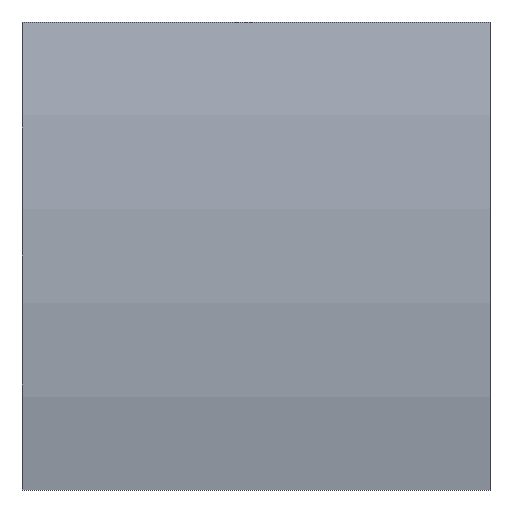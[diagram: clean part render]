
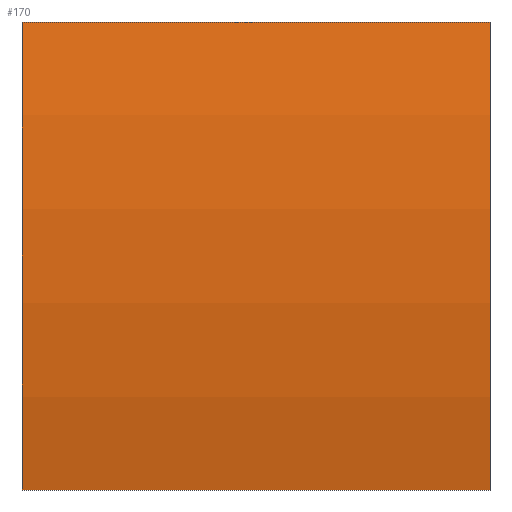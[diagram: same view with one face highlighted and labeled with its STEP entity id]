
A CAD part, left-side view. The second image highlights one B-rep face of the part: STEP entity #170.
In plain terms, the highlighted cylindrical face has radius 22.92 mm (diameter 45.84 mm), a partial arc.
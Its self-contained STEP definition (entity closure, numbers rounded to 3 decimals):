
#2 = VECTOR ( 'NONE', #25, 1000. ) ;
#5 = DIRECTION ( 'NONE',  ( 0., -1., 0. ) ) ;
#6 = DIRECTION ( 'NONE',  ( 0., -1., 0. ) ) ;
#11 = ORIENTED_EDGE ( 'NONE', *, *, #98, .T. ) ;
#22 = CARTESIAN_POINT ( 'NONE',  ( -18.013, 10., -5. ) ) ;
#25 = DIRECTION ( 'NONE',  ( 0., -1., 0. ) ) ;
#30 = CARTESIAN_POINT ( 'NONE',  ( -18.013, 10., -5. ) ) ;
#31 = VERTEX_POINT ( 'NONE', #33 ) ;
#33 = CARTESIAN_POINT ( 'NONE',  ( -18.013, 10., 5. ) ) ;
#36 = DIRECTION ( 'NONE',  ( 0., 0., -1. ) ) ;
#45 = AXIS2_PLACEMENT_3D ( 'NONE', #114, #5, #36 ) ;
#50 = CARTESIAN_POINT ( 'NONE',  ( -18.013, 10., 5. ) ) ;
#52 = LINE ( 'NONE', #50, #80 ) ;
#55 = LINE ( 'NONE', #30, #2 ) ;
#62 = DIRECTION ( 'NONE',  ( 0., 1., 0. ) ) ;
#69 = ORIENTED_EDGE ( 'NONE', *, *, #182, .F. ) ;
#71 = EDGE_LOOP ( 'NONE', ( #11, #115, #69, #138 ) ) ;
#80 = VECTOR ( 'NONE', #6, 1000. ) ;
#82 = CARTESIAN_POINT ( 'NONE',  ( 4.355, 0., 0. ) ) ;
#89 = DIRECTION ( 'NONE',  ( 0., 1., 0. ) ) ;
#95 = EDGE_CURVE ( 'NONE', #31, #121, #52, .T. ) ;
#98 = EDGE_CURVE ( 'NONE', #132, #121, #150, .T. ) ;
#110 = CARTESIAN_POINT ( 'NONE',  ( 4.355, 10., 0. ) ) ;
#114 = CARTESIAN_POINT ( 'NONE',  ( 4.355, 10., 0. ) ) ;
#115 = ORIENTED_EDGE ( 'NONE', *, *, #95, .F. ) ;
#121 = VERTEX_POINT ( 'NONE', #149 ) ;
#130 = AXIS2_PLACEMENT_3D ( 'NONE', #82, #62, #165 ) ;
#131 = CYLINDRICAL_SURFACE ( 'NONE', #45, 22.92 ) ;
#132 = VERTEX_POINT ( 'NONE', #190 ) ;
#138 = ORIENTED_EDGE ( 'NONE', *, *, #169, .T. ) ;
#148 = CIRCLE ( 'NONE', #172, 22.92 ) ;
#149 = CARTESIAN_POINT ( 'NONE',  ( -18.013, 0., 5. ) ) ;
#150 = CIRCLE ( 'NONE', #130, 22.92 ) ;
#155 = VERTEX_POINT ( 'NONE', #22 ) ;
#165 = DIRECTION ( 'NONE',  ( 0., 0., 1. ) ) ;
#169 = EDGE_CURVE ( 'NONE', #155, #132, #55, .T. ) ;
#170 = ADVANCED_FACE ( 'NONE', ( #191 ), #131, .T. ) ;
#172 = AXIS2_PLACEMENT_3D ( 'NONE', #110, #89, #177 ) ;
#177 = DIRECTION ( 'NONE',  ( 0., 0., 1. ) ) ;
#182 = EDGE_CURVE ( 'NONE', #155, #31, #148, .T. ) ;
#190 = CARTESIAN_POINT ( 'NONE',  ( -18.013, 0., -5. ) ) ;
#191 = FACE_OUTER_BOUND ( 'NONE', #71, .T. ) ;
